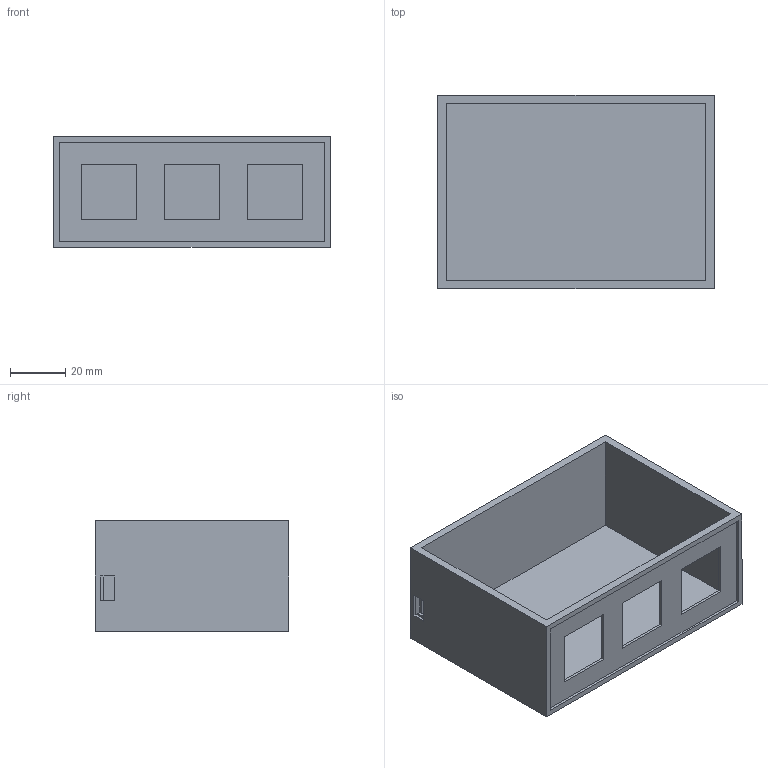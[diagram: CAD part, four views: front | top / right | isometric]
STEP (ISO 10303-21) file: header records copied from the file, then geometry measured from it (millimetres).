
FILE_DESCRIPTION(/* description */ (''),/* implementation_level */ '2;1');
FILE_NAME(/* name */ 'Basev2.step',/* time_stamp */ '2025-07-03T00:00:57+05:30',/* author */ (''),/* organization */ (''),/* preprocessor_version */ 'ST-DEVELOPER v20.1',/* originating_system */ 'Autodesk Translation Framework v14.10.0.0',/* authorisation */ '');
FILE_SCHEMA (('AUTOMOTIVE_DESIGN { 1 0 10303 214 3 1 1 }'));
Length unit declared in the file: centimetre
Products named in the file (2): Untitled; Untitled_1
Assembly tree (1 placements, depth 2):
  Untitled
    Untitled_1
Bounding box: 100 x 70 x 40 mm (x, y, z)
Volume: 34034 mm3; surface area: 68090 mm2
Topology: 1 solids, 1 shells, 47 faces, 128 edges, 84 vertices
Faces by surface type: plane 47
Entity records: 1530 total; most frequent: CARTESIAN_POINT 262, ORIENTED_EDGE 256, DIRECTION 228, LINE 128, VECTOR 128, EDGE_CURVE 128, VERTEX_POINT 84, EDGE_LOOP 58
